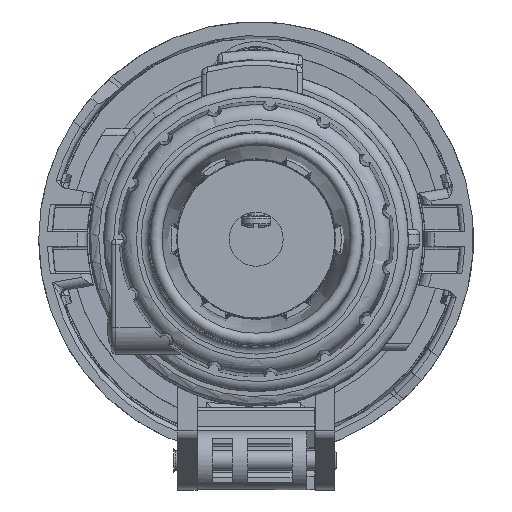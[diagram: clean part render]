
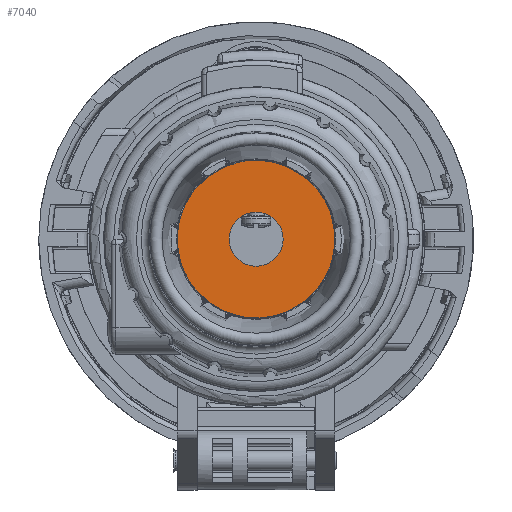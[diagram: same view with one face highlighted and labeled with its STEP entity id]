
A CAD part, front view. The second image highlights one B-rep face of the part: STEP entity #7040.
In plain terms, the highlighted planar face has unit normal (0, -1, 0).
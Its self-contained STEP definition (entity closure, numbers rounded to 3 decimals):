
#6388=PLANE('',#27168);
#7040=ADVANCED_FACE('',(#9022,#9023),#6388,.T.);
#9022=FACE_BOUND('',#9465,.T.);
#9023=FACE_BOUND('',#9466,.T.);
#9465=EDGE_LOOP('',(#11247));
#9466=EDGE_LOOP('',(#11248));
#11247=ORIENTED_EDGE('',*,*,#21923,.T.);
#11248=ORIENTED_EDGE('',*,*,#21926,.F.);
#19245=VERTEX_POINT('',#36919);
#19248=VERTEX_POINT('',#36927);
#21923=EDGE_CURVE('',#19245,#19245,#25935,.T.);
#21926=EDGE_CURVE('',#19248,#19248,#25938,.T.);
#25935=CIRCLE('',#27161,20.45);
#25938=CIRCLE('',#27166,5.5);
#27161=AXIS2_PLACEMENT_3D('',#36918,#29931,#29932);
#27166=AXIS2_PLACEMENT_3D('',#36926,#29941,#29942);
#27168=AXIS2_PLACEMENT_3D('',#36929,#29945,#29946);
#29931=DIRECTION('',(0.,-1.,0.));
#29932=DIRECTION('',(-1.,0.,0.));
#29941=DIRECTION('',(0.,-1.,0.));
#29942=DIRECTION('',(-1.,0.,0.));
#29945=DIRECTION('',(0.,-1.,0.));
#29946=DIRECTION('',(0.,0.,1.));
#36918=CARTESIAN_POINT('',(0.,-79.854,0.));
#36919=CARTESIAN_POINT('',(-20.45,-79.854,0.));
#36926=CARTESIAN_POINT('',(0.,-79.854,0.));
#36927=CARTESIAN_POINT('',(-5.5,-79.854,0.));
#36929=CARTESIAN_POINT('',(-40.9,-79.854,40.9));
